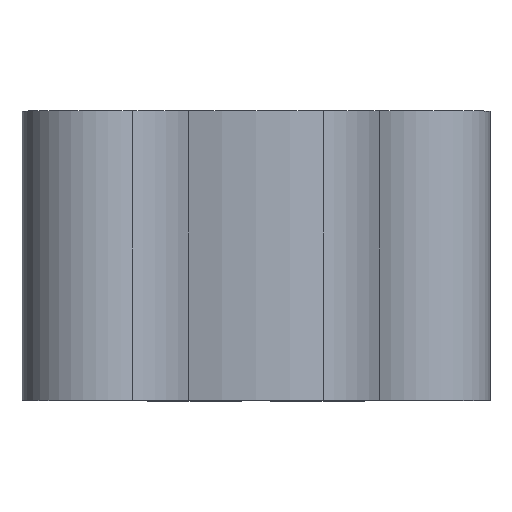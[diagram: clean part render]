
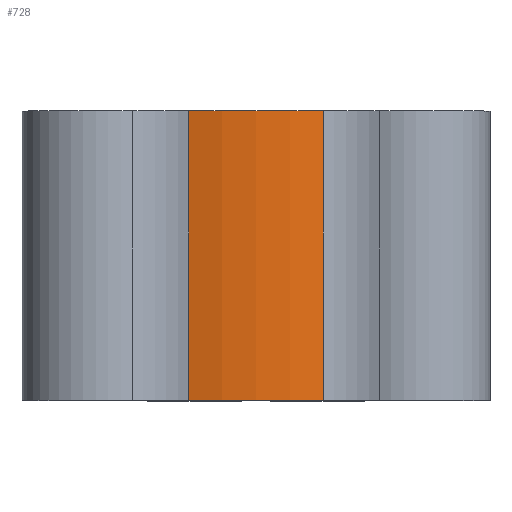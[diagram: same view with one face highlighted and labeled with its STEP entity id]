
A CAD part, top view. The second image highlights one B-rep face of the part: STEP entity #728.
In plain terms, the highlighted cylindrical face has radius 10.16 mm (diameter 20.32 mm), a partial arc.
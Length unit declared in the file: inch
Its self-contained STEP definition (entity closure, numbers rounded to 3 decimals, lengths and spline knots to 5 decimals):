
#27 = CYLINDRICAL_SURFACE ( 'NONE', #1722, 0.4 ) ;
#46 = FACE_OUTER_BOUND ( 'NONE', #294, .T. ) ;
#88 = DIRECTION ( 'NONE',  ( 0., 1., 0. ) ) ;
#92 = CIRCLE ( 'NONE', #1693, 0.4 ) ;
#97 = DIRECTION ( 'NONE',  ( 0., 0., -1. ) ) ;
#109 = CARTESIAN_POINT ( 'NONE',  ( 0., 0., 0. ) ) ;
#129 = DIRECTION ( 'NONE',  ( 0., 0., 1. ) ) ;
#176 = CIRCLE ( 'NONE', #1727, 0.4 ) ;
#294 = EDGE_LOOP ( 'NONE', ( #1054, #562, #1385, #1485 ) ) ;
#430 = VERTEX_POINT ( 'NONE', #809 ) ;
#461 = EDGE_CURVE ( 'NONE', #1247, #1656, #739, .T. ) ;
#478 = EDGE_CURVE ( 'NONE', #430, #1534, #719, .T. ) ;
#492 = CARTESIAN_POINT ( 'NONE',  ( -0.11615, 0.5, 0.38276 ) ) ;
#532 = DIRECTION ( 'NONE',  ( 0., 1., 0. ) ) ;
#562 = ORIENTED_EDGE ( 'NONE', *, *, #478, .T. ) ;
#684 = DIRECTION ( 'NONE',  ( 0., -1., 0. ) ) ;
#698 = CARTESIAN_POINT ( 'NONE',  ( 0., 0.5, 0. ) ) ;
#701 = VECTOR ( 'NONE', #684, 39.37008 ) ;
#707 = EDGE_CURVE ( 'NONE', #1534, #1247, #92, .T. ) ;
#719 = LINE ( 'NONE', #492, #701 ) ;
#726 = VECTOR ( 'NONE', #532, 39.37008 ) ;
#727 = CARTESIAN_POINT ( 'NONE',  ( -0.11615, 0., 0.38276 ) ) ;
#728 = ADVANCED_FACE ( 'NONE', ( #46 ), #27, .T. ) ;
#739 = LINE ( 'NONE', #975, #726 ) ;
#740 = CARTESIAN_POINT ( 'NONE',  ( 0.11615, 0., 0.38276 ) ) ;
#809 = CARTESIAN_POINT ( 'NONE',  ( -0.11615, 0.5, 0.38276 ) ) ;
#827 = DIRECTION ( 'NONE',  ( 0., -1., 0. ) ) ;
#854 = CARTESIAN_POINT ( 'NONE',  ( 0., 0.5, 0. ) ) ;
#975 = CARTESIAN_POINT ( 'NONE',  ( 0.11615, 0.5, 0.38276 ) ) ;
#1054 = ORIENTED_EDGE ( 'NONE', *, *, #1532, .F. ) ;
#1183 = CARTESIAN_POINT ( 'NONE',  ( 0.11615, 0.5, 0.38276 ) ) ;
#1247 = VERTEX_POINT ( 'NONE', #740 ) ;
#1385 = ORIENTED_EDGE ( 'NONE', *, *, #707, .T. ) ;
#1395 = DIRECTION ( 'NONE',  ( 0., 0., 1. ) ) ;
#1485 = ORIENTED_EDGE ( 'NONE', *, *, #461, .T. ) ;
#1532 = EDGE_CURVE ( 'NONE', #430, #1656, #176, .T. ) ;
#1534 = VERTEX_POINT ( 'NONE', #727 ) ;
#1656 = VERTEX_POINT ( 'NONE', #1183 ) ;
#1693 = AXIS2_PLACEMENT_3D ( 'NONE', #109, #88, #1395 ) ;
#1715 = DIRECTION ( 'NONE',  ( 0., 1., 0. ) ) ;
#1722 = AXIS2_PLACEMENT_3D ( 'NONE', #698, #827, #97 ) ;
#1727 = AXIS2_PLACEMENT_3D ( 'NONE', #854, #1715, #129 ) ;
